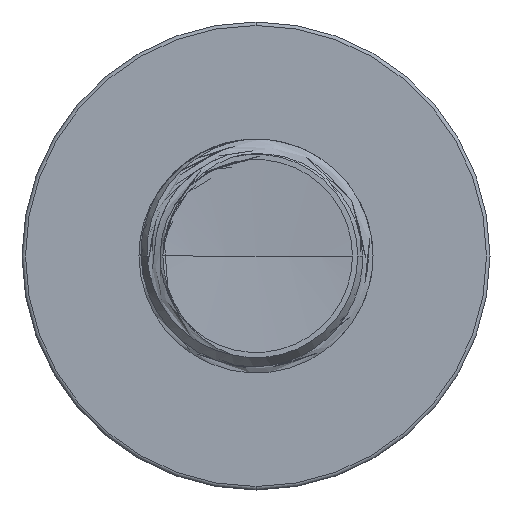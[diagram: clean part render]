
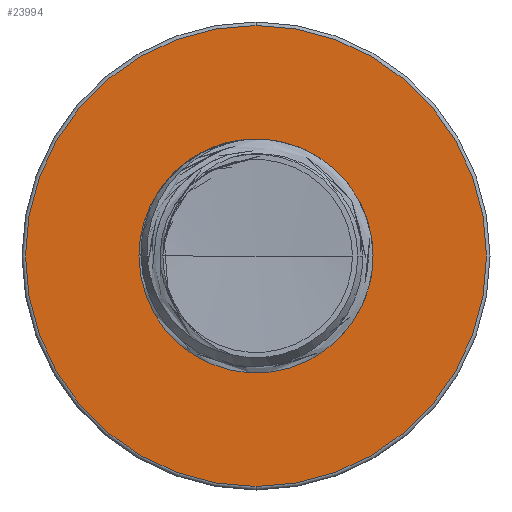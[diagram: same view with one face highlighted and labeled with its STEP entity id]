
A CAD part, front view. The second image highlights one B-rep face of the part: STEP entity #23994.
In plain terms, the highlighted planar face has unit normal (0, -1, 0).
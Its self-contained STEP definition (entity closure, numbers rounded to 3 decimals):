
#429 = CARTESIAN_POINT ( 'NONE',  ( 0., 11., 0. ) ) ;
#519 = AXIS2_PLACEMENT_3D ( 'NONE', #429, #15097, #2532 ) ;
#883 = CARTESIAN_POINT ( 'NONE',  ( 0., 11., -5.91 ) ) ;
#999 = DIRECTION ( 'NONE',  ( 0., -1., 0. ) ) ;
#1540 = FACE_BOUND ( 'NONE', #26236, .T. ) ;
#2532 = DIRECTION ( 'NONE',  ( 0., 0., -1. ) ) ;
#2672 = CARTESIAN_POINT ( 'NONE',  ( 0., 11., 0. ) ) ;
#3255 = AXIS2_PLACEMENT_3D ( 'NONE', #22211, #9512, #24349 ) ;
#3521 = CIRCLE ( 'NONE', #519, 2.923 ) ;
#4024 = CARTESIAN_POINT ( 'NONE',  ( 0., 11., 5.91 ) ) ;
#4779 = DIRECTION ( 'NONE',  ( 0., 0., -1. ) ) ;
#5170 = VERTEX_POINT ( 'NONE', #883 ) ;
#5992 = ORIENTED_EDGE ( 'NONE', *, *, #20439, .F. ) ;
#7131 = CARTESIAN_POINT ( 'NONE',  ( 0., 11., 2.923 ) ) ;
#7364 = ORIENTED_EDGE ( 'NONE', *, *, #16223, .T. ) ;
#7700 = PLANE ( 'NONE',  #14754 ) ;
#8339 = VERTEX_POINT ( 'NONE', #7131 ) ;
#8638 = CARTESIAN_POINT ( 'NONE',  ( 0., 11., -2.923 ) ) ;
#9512 = DIRECTION ( 'NONE',  ( 0., -1., 0. ) ) ;
#10035 = CIRCLE ( 'NONE', #15855, 5.91 ) ;
#11848 = DIRECTION ( 'NONE',  ( 0., 0., -1. ) ) ;
#11953 = FACE_OUTER_BOUND ( 'NONE', #19865, .T. ) ;
#13011 = VERTEX_POINT ( 'NONE', #4024 ) ;
#13501 = CARTESIAN_POINT ( 'NONE',  ( 0., 11., 0. ) ) ;
#13805 = ORIENTED_EDGE ( 'NONE', *, *, #22557, .T. ) ;
#14754 = AXIS2_PLACEMENT_3D ( 'NONE', #22469, #24593, #11848 ) ;
#15097 = DIRECTION ( 'NONE',  ( 0., -1., 0. ) ) ;
#15677 = DIRECTION ( 'NONE',  ( 0., 0., -1. ) ) ;
#15855 = AXIS2_PLACEMENT_3D ( 'NONE', #2672, #17443, #4779 ) ;
#16223 = EDGE_CURVE ( 'NONE', #13011, #5170, #22038, .T. ) ;
#17430 = CIRCLE ( 'NONE', #26941, 2.923 ) ;
#17443 = DIRECTION ( 'NONE',  ( 0., -1., 0. ) ) ;
#19794 = EDGE_CURVE ( 'NONE', #25571, #8339, #17430, .T. ) ;
#19865 = EDGE_LOOP ( 'NONE', ( #13805, #7364 ) ) ;
#20439 = EDGE_CURVE ( 'NONE', #8339, #25571, #3521, .T. ) ;
#22038 = CIRCLE ( 'NONE', #3255, 5.91 ) ;
#22211 = CARTESIAN_POINT ( 'NONE',  ( 0., 11., 0. ) ) ;
#22469 = CARTESIAN_POINT ( 'NONE',  ( 0., 11., 2.923 ) ) ;
#22557 = EDGE_CURVE ( 'NONE', #5170, #13011, #10035, .T. ) ;
#22970 = ORIENTED_EDGE ( 'NONE', *, *, #19794, .F. ) ;
#23994 = ADVANCED_FACE ( 'NONE', ( #11953, #1540 ), #7700, .T. ) ;
#24349 = DIRECTION ( 'NONE',  ( 0., 0., -1. ) ) ;
#24593 = DIRECTION ( 'NONE',  ( 0., -1., 0. ) ) ;
#25571 = VERTEX_POINT ( 'NONE', #8638 ) ;
#26236 = EDGE_LOOP ( 'NONE', ( #22970, #5992 ) ) ;
#26941 = AXIS2_PLACEMENT_3D ( 'NONE', #13501, #999, #15677 ) ;
